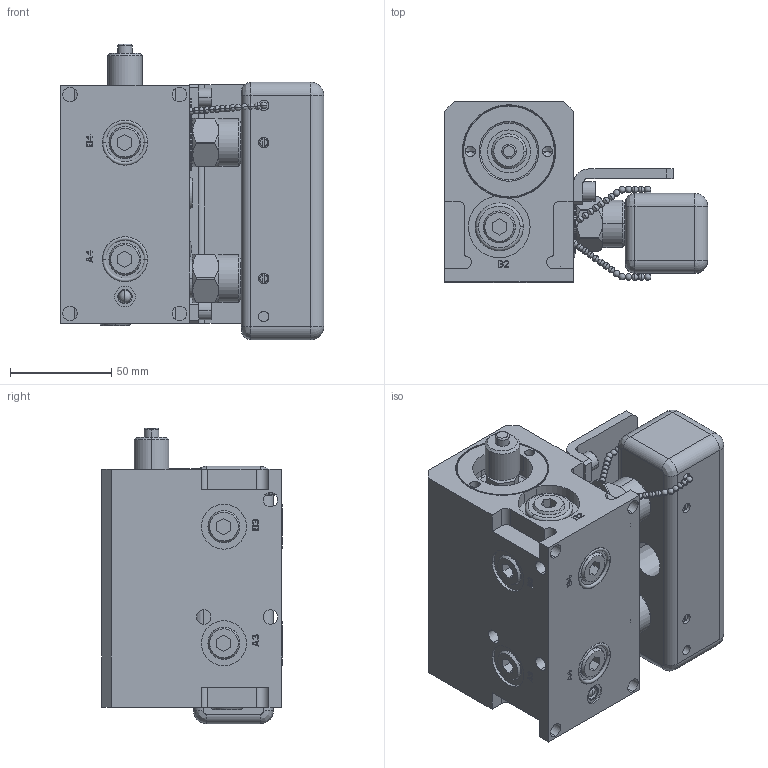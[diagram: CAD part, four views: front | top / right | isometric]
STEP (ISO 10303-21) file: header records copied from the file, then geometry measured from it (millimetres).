
FILE_DESCRIPTION((''),'2;1');
FILE_NAME('ILC56000517','2020-04-16T',('npeters'),(''),'PRO/ENGINEER BY PARAMETRIC TECHNOLOGY CORPORATION, 2013320','PRO/ENGINEER BY PARAMETRIC TECHNOLOGY CORPORATION, 2013320','');
FILE_SCHEMA(('AUTOMOTIVE_DESIGN { 1 0 10303 214 1 1 1 1 }'));
Length unit declared in the file: inch
Products named in the file (3): ILC56000517_PD; ILC56000517_COVER; ILC56000517
Assembly tree (2 placements, depth 2):
  ILC56000517
    ILC56000517_PD
    ILC56000517_COVER
Bounding box: 129.97 x 89.18 x 145.75 mm (x, y, z)
Volume: 677021.6 mm3; surface area: 119977.5 mm2
Topology: 2 solids, 47 shells, 1221 faces, 3151 edges, 1947 vertices
Faces by surface type: plane 715, cylinder 200, sphere 140, cone 106, torus 56, bspline 4
Entity records: 39800 total; most frequent: CARTESIAN_POINT 8032, DIRECTION 6207, ORIENTED_EDGE 5926, EDGE_CURVE 2975, AXIS2_PLACEMENT_3D 2087, VECTOR 2033, LINE 2033, VERTEX_POINT 1947
